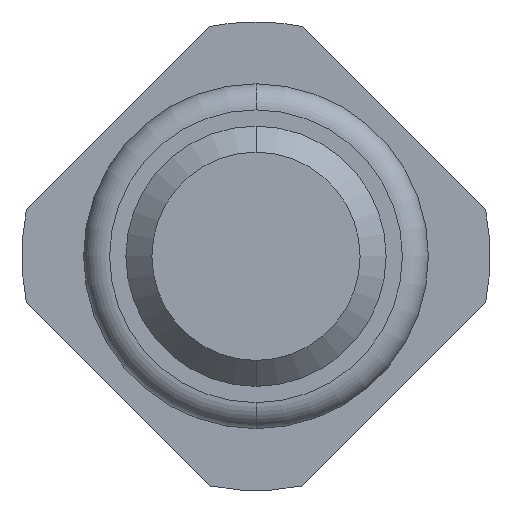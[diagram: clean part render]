
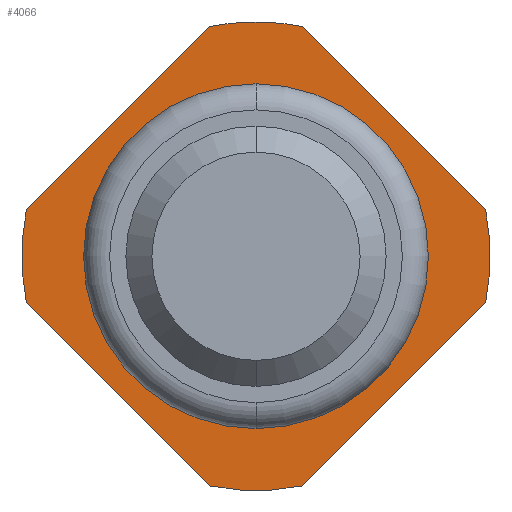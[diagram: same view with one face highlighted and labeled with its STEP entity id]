
A CAD part, front view. The second image highlights one B-rep face of the part: STEP entity #4066.
In plain terms, the highlighted planar face has unit normal (0, -1, 0).
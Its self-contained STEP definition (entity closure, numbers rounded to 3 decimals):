
#29 = VECTOR ( 'NONE', #4902, 1000. ) ;
#72 = AXIS2_PLACEMENT_3D ( 'NONE', #4739, #1556, #2734 ) ;
#149 = CARTESIAN_POINT ( 'NONE',  ( -0.161, -2., 1.961 ) ) ;
#153 = FACE_BOUND ( 'NONE', #693, .T. ) ;
#166 = DIRECTION ( 'NONE',  ( 0.707, 0., -0.707 ) ) ;
#259 = DIRECTION ( 'NONE',  ( 0., 0., 1. ) ) ;
#267 = CARTESIAN_POINT ( 'NONE',  ( 0., -2., 0. ) ) ;
#301 = DIRECTION ( 'NONE',  ( -0.707, 0., -0.707 ) ) ;
#304 = CIRCLE ( 'NONE', #4422, 1.8 ) ;
#326 = DIRECTION ( 'NONE',  ( 0., 0., 1. ) ) ;
#337 = EDGE_CURVE ( 'Defeature ausgef�hrt3_18+Defeature ausgef�hrt3_0+Defeature ausgef�hrt3_2+Defeature ausgef�hrt3_1', #2751, #2932, #1405, .T. ) ;
#393 = ORIENTED_EDGE ( 'NONE', *, *, #991, .F. ) ;
#401 = EDGE_CURVE ( 'Defeature ausgef�hrt3_0+Defeature ausgef�hrt3_12+Defeature ausgef�hrt3_12+Defeature ausgef�hrt3_12', #1998, #3592, #4966, .T. ) ;
#415 = VECTOR ( 'NONE', #301, 1000. ) ;
#443 = AXIS2_PLACEMENT_3D ( 'NONE', #267, #2970, #4238 ) ;
#478 = CARTESIAN_POINT ( 'NONE',  ( 0., -2., 0. ) ) ;
#542 = DIRECTION ( 'NONE',  ( 0., 1., 0. ) ) ;
#608 = CIRCLE ( 'NONE', #72, 1.8 ) ;
#618 = CARTESIAN_POINT ( 'NONE',  ( -1.764, -2., 0.357 ) ) ;
#629 = CARTESIAN_POINT ( 'NONE',  ( -0.357, -2., 1.764 ) ) ;
#633 = EDGE_CURVE ( 'Defeature ausgef�hrt3_1+Defeature ausgef�hrt3_0+Defeature ausgef�hrt3_18+Defeature ausgef�hrt3_15', #2932, #2527, #3082, .T. ) ;
#687 = ORIENTED_EDGE ( 'NONE', *, *, #633, .F. ) ;
#693 = EDGE_LOOP ( 'NONE', ( #712, #2770 ) ) ;
#712 = ORIENTED_EDGE ( 'NONE', *, *, #401, .T. ) ;
#714 = DIRECTION ( 'NONE',  ( 0., 1., 0. ) ) ;
#823 = VERTEX_POINT ( 'NONE', #629 ) ;
#852 = CARTESIAN_POINT ( 'NONE',  ( -0.357, -2., -1.764 ) ) ;
#863 = CARTESIAN_POINT ( 'NONE',  ( 0., -2., 0. ) ) ;
#945 = DIRECTION ( 'NONE',  ( 0., 1., 0. ) ) ;
#991 = EDGE_CURVE ( 'Defeature ausgef�hrt3_4+Defeature ausgef�hrt3_0+Defeature ausgef�hrt3_15+Defeature ausgef�hrt3_16', #1957, #1172, #304, .T. ) ;
#994 = CARTESIAN_POINT ( 'NONE',  ( 1.961, -2., 0.161 ) ) ;
#1138 = ORIENTED_EDGE ( 'NONE', *, *, #3554, .F. ) ;
#1172 = VERTEX_POINT ( 'NONE', #852 ) ;
#1204 = AXIS2_PLACEMENT_3D ( 'NONE', #2630, #714, #326 ) ;
#1205 = DIRECTION ( 'NONE',  ( 0., 0., 1. ) ) ;
#1211 = LINE ( 'NONE', #4473, #29 ) ;
#1247 = CARTESIAN_POINT ( 'NONE',  ( 0.357, -2., 1.764 ) ) ;
#1405 = LINE ( 'NONE', #994, #3650 ) ;
#1415 = AXIS2_PLACEMENT_3D ( 'NONE', #863, #2828, #1205 ) ;
#1496 = VERTEX_POINT ( 'NONE', #618 ) ;
#1556 = DIRECTION ( 'NONE',  ( 0., 1., 0. ) ) ;
#1645 = ORIENTED_EDGE ( 'NONE', *, *, #3455, .F. ) ;
#1825 = DIRECTION ( 'NONE',  ( 0., 1., 0. ) ) ;
#1926 = CARTESIAN_POINT ( 'NONE',  ( 0., -2., -1.325 ) ) ;
#1957 = VERTEX_POINT ( 'NONE', #4940 ) ;
#1998 = VERTEX_POINT ( 'NONE', #4513 ) ;
#2155 = ORIENTED_EDGE ( 'NONE', *, *, #4644, .F. ) ;
#2243 = CARTESIAN_POINT ( 'NONE',  ( 1.961, -2., -0.161 ) ) ;
#2245 = CARTESIAN_POINT ( 'NONE',  ( 1.764, -2., 0.357 ) ) ;
#2483 = DIRECTION ( 'NONE',  ( 0., 0., 1. ) ) ;
#2527 = VERTEX_POINT ( 'NONE', #3833 ) ;
#2565 = CARTESIAN_POINT ( 'NONE',  ( 0., -2., 1.8 ) ) ;
#2630 = CARTESIAN_POINT ( 'NONE',  ( 1.8, -2., 0. ) ) ;
#2734 = DIRECTION ( 'NONE',  ( 0., 0., 1. ) ) ;
#2751 = VERTEX_POINT ( 'NONE', #1247 ) ;
#2770 = ORIENTED_EDGE ( 'NONE', *, *, #3812, .T. ) ;
#2828 = DIRECTION ( 'NONE',  ( 0., 1., 0. ) ) ;
#2878 = VECTOR ( 'NONE', #2923, 1000. ) ;
#2923 = DIRECTION ( 'NONE',  ( 0.707, 0., 0.707 ) ) ;
#2932 = VERTEX_POINT ( 'NONE', #2245 ) ;
#2970 = DIRECTION ( 'NONE',  ( 0., 1., 0. ) ) ;
#3031 = EDGE_LOOP ( 'NONE', ( #3480, #1645, #1138, #4535, #4962, #4169, #393, #2155, #687 ) ) ;
#3073 = EDGE_CURVE ( 'Defeature ausgef�hrt3_3+Defeature ausgef�hrt3_0+Defeature ausgef�hrt3_16+Defeature ausgef�hrt3_17', #5146, #1496, #4261, .T. ) ;
#3082 = CIRCLE ( 'NONE', #3995, 1.8 ) ;
#3230 = CARTESIAN_POINT ( 'NONE',  ( 0., -2., 0. ) ) ;
#3251 = CIRCLE ( 'NONE', #5131, 1.325 ) ;
#3257 = CIRCLE ( 'NONE', #3918, 1.8 ) ;
#3272 = EDGE_CURVE ( 'Defeature ausgef�hrt3_16+Defeature ausgef�hrt3_0+Defeature ausgef�hrt3_4+Defeature ausgef�hrt3_3', #1172, #5146, #1211, .T. ) ;
#3277 = DIRECTION ( 'NONE',  ( 0., 0., 1. ) ) ;
#3330 = VERTEX_POINT ( 'NONE', #2565 ) ;
#3420 = CARTESIAN_POINT ( 'NONE',  ( 0., -2., 0. ) ) ;
#3455 = EDGE_CURVE ( 'Defeature ausgef�hrt3_2+Defeature ausgef�hrt3_0+Defeature ausgef�hrt3_17+Defeature ausgef�hrt3_18', #3330, #2751, #3257, .T. ) ;
#3466 = CARTESIAN_POINT ( 'NONE',  ( -1.764, -2., -0.357 ) ) ;
#3480 = ORIENTED_EDGE ( 'NONE', *, *, #337, .F. ) ;
#3488 = CARTESIAN_POINT ( 'NONE',  ( 0., -2., 0. ) ) ;
#3554 = EDGE_CURVE ( 'Defeature ausgef�hrt3_2+Defeature ausgef�hrt3_0+Defeature ausgef�hrt3_17+Defeature ausgef�hrt3_18', #823, #3330, #608, .T. ) ;
#3592 = VERTEX_POINT ( 'NONE', #1926 ) ;
#3650 = VECTOR ( 'NONE', #166, 1000. ) ;
#3812 = EDGE_CURVE ( 'Defeature ausgef�hrt3_0+Defeature ausgef�hrt3_12+Defeature ausgef�hrt3_12+Defeature ausgef�hrt3_12', #3592, #1998, #3251, .T. ) ;
#3833 = CARTESIAN_POINT ( 'NONE',  ( 1.764, -2., -0.357 ) ) ;
#3893 = EDGE_CURVE ( 'Defeature ausgef�hrt3_17+Defeature ausgef�hrt3_0+Defeature ausgef�hrt3_3+Defeature ausgef�hrt3_2', #1496, #823, #3960, .T. ) ;
#3902 = FACE_OUTER_BOUND ( 'NONE', #3031, .T. ) ;
#3918 = AXIS2_PLACEMENT_3D ( 'NONE', #3488, #4264, #259 ) ;
#3960 = LINE ( 'NONE', #149, #2878 ) ;
#3995 = AXIS2_PLACEMENT_3D ( 'NONE', #3230, #542, #2483 ) ;
#4066 = ADVANCED_FACE ( 'Defeature ausgef�hrt3_0', ( #153, #3902 ), #4665, .F. ) ;
#4169 = ORIENTED_EDGE ( 'NONE', *, *, #3272, .F. ) ;
#4238 = DIRECTION ( 'NONE',  ( 0., 0., 1. ) ) ;
#4261 = CIRCLE ( 'NONE', #1415, 1.8 ) ;
#4264 = DIRECTION ( 'NONE',  ( 0., 1., 0. ) ) ;
#4317 = LINE ( 'NONE', #2243, #415 ) ;
#4422 = AXIS2_PLACEMENT_3D ( 'NONE', #3420, #1825, #4619 ) ;
#4473 = CARTESIAN_POINT ( 'NONE',  ( -0.161, -2., -1.961 ) ) ;
#4513 = CARTESIAN_POINT ( 'NONE',  ( 0., -2., 1.325 ) ) ;
#4535 = ORIENTED_EDGE ( 'NONE', *, *, #3893, .F. ) ;
#4619 = DIRECTION ( 'NONE',  ( 0., 0., 1. ) ) ;
#4644 = EDGE_CURVE ( 'Defeature ausgef�hrt3_15+Defeature ausgef�hrt3_0+Defeature ausgef�hrt3_1+Defeature ausgef�hrt3_4', #2527, #1957, #4317, .T. ) ;
#4665 = PLANE ( 'NONE',  #1204 ) ;
#4739 = CARTESIAN_POINT ( 'NONE',  ( 0., -2., 0. ) ) ;
#4902 = DIRECTION ( 'NONE',  ( -0.707, 0., 0.707 ) ) ;
#4940 = CARTESIAN_POINT ( 'NONE',  ( 0.357, -2., -1.764 ) ) ;
#4962 = ORIENTED_EDGE ( 'NONE', *, *, #3073, .F. ) ;
#4966 = CIRCLE ( 'NONE', #443, 1.325 ) ;
#5131 = AXIS2_PLACEMENT_3D ( 'NONE', #478, #945, #3277 ) ;
#5146 = VERTEX_POINT ( 'NONE', #3466 ) ;
